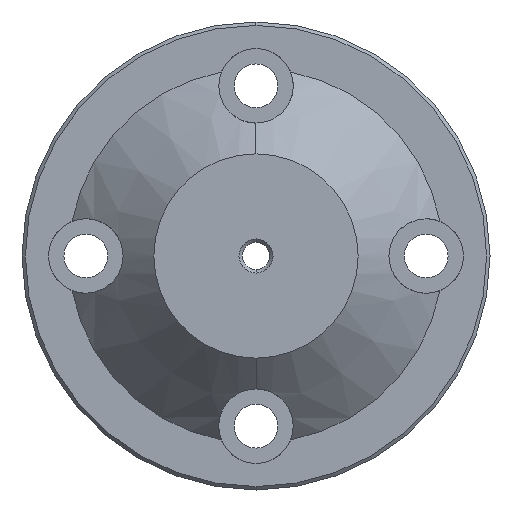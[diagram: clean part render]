
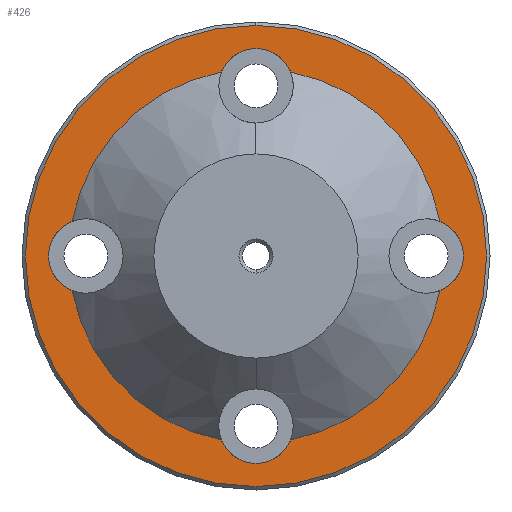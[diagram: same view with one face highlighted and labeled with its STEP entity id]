
A CAD part, left-side view. The second image highlights one B-rep face of the part: STEP entity #426.
In plain terms, the highlighted planar face has unit normal (-1, 0, 0).
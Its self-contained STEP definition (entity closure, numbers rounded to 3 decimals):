
#34 = DIRECTION ( 'NONE',  ( 0., 0., -1. ) ) ;
#37 = AXIS2_PLACEMENT_3D ( 'NONE', #1415, #980, #770 ) ;
#42 = EDGE_LOOP ( 'NONE', ( #487, #323, #481, #571, #1284, #643, #986, #1148, #645, #1347 ) ) ;
#60 = AXIS2_PLACEMENT_3D ( 'NONE', #467, #773, #34 ) ;
#65 = VERTEX_POINT ( 'NONE', #793 ) ;
#76 = CARTESIAN_POINT ( 'NONE',  ( 6.35, 0., -12.7 ) ) ;
#94 = DIRECTION ( 'NONE',  ( 0., 0., -1. ) ) ;
#96 = CARTESIAN_POINT ( 'NONE',  ( 6.35, 0., -17.208 ) ) ;
#107 = EDGE_CURVE ( 'NONE', #652, #65, #677, .T. ) ;
#108 = ORIENTED_EDGE ( 'NONE', *, *, #763, .T. ) ;
#116 = VERTEX_POINT ( 'NONE', #446 ) ;
#133 = AXIS2_PLACEMENT_3D ( 'NONE', #1265, #500, #732 ) ;
#170 = DIRECTION ( 'NONE',  ( -1., 0., 0. ) ) ;
#173 = DIRECTION ( 'NONE',  ( 0., 0., -1. ) ) ;
#176 = DIRECTION ( 'NONE',  ( 0., 0., -1. ) ) ;
#184 = CARTESIAN_POINT ( 'NONE',  ( 6.35, 0., 12.7 ) ) ;
#199 = AXIS2_PLACEMENT_3D ( 'NONE', #76, #1379, #1047 ) ;
#203 = CARTESIAN_POINT ( 'NONE',  ( 6.35, 0., 0. ) ) ;
#216 = FACE_BOUND ( 'NONE', #42, .T. ) ;
#238 = EDGE_CURVE ( 'NONE', #835, #387, #561, .T. ) ;
#240 = CIRCLE ( 'NONE', #451, 13.97 ) ;
#262 = AXIS2_PLACEMENT_3D ( 'NONE', #203, #1401, #94 ) ;
#292 = DIRECTION ( 'NONE',  ( 0., 0., -1. ) ) ;
#319 = VERTEX_POINT ( 'NONE', #1283 ) ;
#323 = ORIENTED_EDGE ( 'NONE', *, *, #1288, .F. ) ;
#336 = CARTESIAN_POINT ( 'NONE',  ( 6.35, 0., 17.208 ) ) ;
#372 = DIRECTION ( 'NONE',  ( 1., 0., 0. ) ) ;
#387 = VERTEX_POINT ( 'NONE', #642 ) ;
#394 = CARTESIAN_POINT ( 'NONE',  ( 6.35, 2.581, 13.73 ) ) ;
#417 = VERTEX_POINT ( 'NONE', #96 ) ;
#426 = ADVANCED_FACE ( 'NONE', ( #1072, #216 ), #972, .F. ) ;
#446 = CARTESIAN_POINT ( 'NONE',  ( 6.35, 0., -15.479 ) ) ;
#451 = AXIS2_PLACEMENT_3D ( 'NONE', #968, #534, #855 ) ;
#467 = CARTESIAN_POINT ( 'NONE',  ( 6.35, 0., 0. ) ) ;
#481 = ORIENTED_EDGE ( 'NONE', *, *, #1024, .F. ) ;
#487 = ORIENTED_EDGE ( 'NONE', *, *, #639, .T. ) ;
#494 = CIRCLE ( 'NONE', #676, 2.779 ) ;
#500 = DIRECTION ( 'NONE',  ( -1., 0., 0. ) ) ;
#517 = AXIS2_PLACEMENT_3D ( 'NONE', #588, #926, #173 ) ;
#524 = CARTESIAN_POINT ( 'NONE',  ( 6.35, -2.581, 13.73 ) ) ;
#534 = DIRECTION ( 'NONE',  ( 1., 0., 0. ) ) ;
#555 = EDGE_CURVE ( 'NONE', #946, #116, #931, .T. ) ;
#561 = CIRCLE ( 'NONE', #517, 2.779 ) ;
#565 = AXIS2_PLACEMENT_3D ( 'NONE', #1168, #170, #292 ) ;
#567 = EDGE_CURVE ( 'NONE', #116, #721, #885, .T. ) ;
#571 = ORIENTED_EDGE ( 'NONE', *, *, #107, .T. ) ;
#588 = CARTESIAN_POINT ( 'NONE',  ( 6.35, 12.7, 0. ) ) ;
#624 = DIRECTION ( 'NONE',  ( -1., 0., 0. ) ) ;
#639 = EDGE_CURVE ( 'NONE', #835, #1080, #660, .T. ) ;
#642 = CARTESIAN_POINT ( 'NONE',  ( 6.35, 13.73, -2.581 ) ) ;
#643 = ORIENTED_EDGE ( 'NONE', *, *, #1161, .T. ) ;
#645 = ORIENTED_EDGE ( 'NONE', *, *, #868, .T. ) ;
#652 = VERTEX_POINT ( 'NONE', #524 ) ;
#660 = CIRCLE ( 'NONE', #262, 13.97 ) ;
#676 = AXIS2_PLACEMENT_3D ( 'NONE', #184, #939, #176 ) ;
#677 = CIRCLE ( 'NONE', #60, 13.97 ) ;
#702 = CIRCLE ( 'NONE', #1330, 17.208 ) ;
#703 = AXIS2_PLACEMENT_3D ( 'NONE', #1029, #941, #724 ) ;
#712 = VERTEX_POINT ( 'NONE', #1105 ) ;
#721 = VERTEX_POINT ( 'NONE', #744 ) ;
#724 = DIRECTION ( 'NONE',  ( 0., 0., -1. ) ) ;
#732 = DIRECTION ( 'NONE',  ( 0., 0., -1. ) ) ;
#744 = CARTESIAN_POINT ( 'NONE',  ( 6.35, -2.581, -13.73 ) ) ;
#747 = DIRECTION ( 'NONE',  ( 1., 0., 0. ) ) ;
#763 = EDGE_CURVE ( 'NONE', #417, #1396, #702, .T. ) ;
#770 = DIRECTION ( 'NONE',  ( 0., 0., -1. ) ) ;
#773 = DIRECTION ( 'NONE',  ( 1., 0., 0. ) ) ;
#793 = CARTESIAN_POINT ( 'NONE',  ( 6.35, -13.73, 2.581 ) ) ;
#811 = AXIS2_PLACEMENT_3D ( 'NONE', #1077, #747, #959 ) ;
#835 = VERTEX_POINT ( 'NONE', #1225 ) ;
#855 = DIRECTION ( 'NONE',  ( 0., 0., -1. ) ) ;
#868 = EDGE_CURVE ( 'NONE', #946, #387, #908, .T. ) ;
#885 = CIRCLE ( 'NONE', #703, 2.779 ) ;
#889 = CARTESIAN_POINT ( 'NONE',  ( 6.35, 0., 0. ) ) ;
#908 = CIRCLE ( 'NONE', #957, 13.97 ) ;
#926 = DIRECTION ( 'NONE',  ( -1., 0., 0. ) ) ;
#931 = CIRCLE ( 'NONE', #199, 2.779 ) ;
#939 = DIRECTION ( 'NONE',  ( -1., 0., 0. ) ) ;
#941 = DIRECTION ( 'NONE',  ( -1., 0., 0. ) ) ;
#946 = VERTEX_POINT ( 'NONE', #1011 ) ;
#953 = CIRCLE ( 'NONE', #37, 2.779 ) ;
#957 = AXIS2_PLACEMENT_3D ( 'NONE', #1033, #372, #1367 ) ;
#959 = DIRECTION ( 'NONE',  ( 0., 0., -1. ) ) ;
#968 = CARTESIAN_POINT ( 'NONE',  ( 6.35, 0., 0. ) ) ;
#972 = PLANE ( 'NONE',  #811 ) ;
#980 = DIRECTION ( 'NONE',  ( -1., 0., 0. ) ) ;
#986 = ORIENTED_EDGE ( 'NONE', *, *, #567, .F. ) ;
#1011 = CARTESIAN_POINT ( 'NONE',  ( 6.35, 2.581, -13.73 ) ) ;
#1024 = EDGE_CURVE ( 'NONE', #652, #712, #494, .T. ) ;
#1029 = CARTESIAN_POINT ( 'NONE',  ( 6.35, 0., -12.7 ) ) ;
#1033 = CARTESIAN_POINT ( 'NONE',  ( 6.35, 0., 0. ) ) ;
#1047 = DIRECTION ( 'NONE',  ( 0., 0., -1. ) ) ;
#1072 = FACE_OUTER_BOUND ( 'NONE', #1427, .T. ) ;
#1077 = CARTESIAN_POINT ( 'NONE',  ( 6.35, 13.97, 0. ) ) ;
#1080 = VERTEX_POINT ( 'NONE', #394 ) ;
#1105 = CARTESIAN_POINT ( 'NONE',  ( 6.35, 0., 15.479 ) ) ;
#1148 = ORIENTED_EDGE ( 'NONE', *, *, #555, .F. ) ;
#1161 = EDGE_CURVE ( 'NONE', #319, #721, #240, .T. ) ;
#1168 = CARTESIAN_POINT ( 'NONE',  ( 6.35, 0., 0. ) ) ;
#1186 = CIRCLE ( 'NONE', #565, 17.208 ) ;
#1225 = CARTESIAN_POINT ( 'NONE',  ( 6.35, 13.73, 2.581 ) ) ;
#1260 = EDGE_CURVE ( 'NONE', #1396, #417, #1186, .T. ) ;
#1265 = CARTESIAN_POINT ( 'NONE',  ( 6.35, 0., 12.7 ) ) ;
#1267 = ORIENTED_EDGE ( 'NONE', *, *, #1260, .T. ) ;
#1283 = CARTESIAN_POINT ( 'NONE',  ( 6.35, -13.73, -2.581 ) ) ;
#1284 = ORIENTED_EDGE ( 'NONE', *, *, #1416, .F. ) ;
#1288 = EDGE_CURVE ( 'NONE', #712, #1080, #1424, .T. ) ;
#1325 = DIRECTION ( 'NONE',  ( 0., 0., -1. ) ) ;
#1330 = AXIS2_PLACEMENT_3D ( 'NONE', #889, #624, #1325 ) ;
#1347 = ORIENTED_EDGE ( 'NONE', *, *, #238, .F. ) ;
#1367 = DIRECTION ( 'NONE',  ( 0., 0., -1. ) ) ;
#1379 = DIRECTION ( 'NONE',  ( -1., 0., 0. ) ) ;
#1396 = VERTEX_POINT ( 'NONE', #336 ) ;
#1401 = DIRECTION ( 'NONE',  ( 1., 0., 0. ) ) ;
#1415 = CARTESIAN_POINT ( 'NONE',  ( 6.35, -12.7, 0. ) ) ;
#1416 = EDGE_CURVE ( 'NONE', #319, #65, #953, .T. ) ;
#1424 = CIRCLE ( 'NONE', #133, 2.779 ) ;
#1427 = EDGE_LOOP ( 'NONE', ( #108, #1267 ) ) ;
